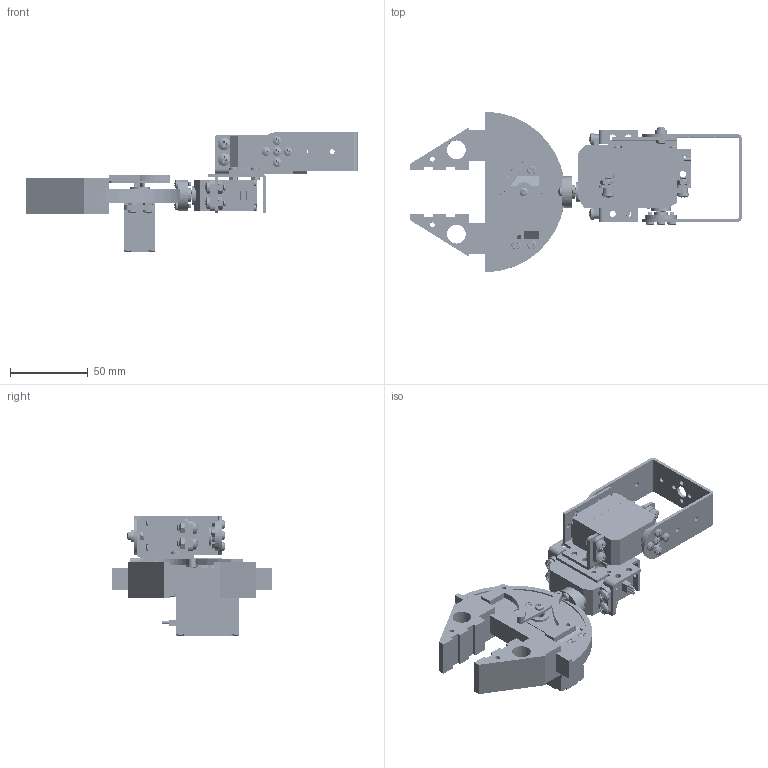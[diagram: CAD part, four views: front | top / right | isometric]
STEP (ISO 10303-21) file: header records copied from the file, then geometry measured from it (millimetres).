
FILE_DESCRIPTION (( 'STEP AP203' ), '1' );
FILE_NAME ('三自由度平行机械爪.STEP', '2018-08-24T07:45:29', ( '' ), ( '' ), 'SwSTEP 2.0', 'SolidWorks 2018', '' );
FILE_SCHEMA (( 'CONFIG_CONTROL_DESIGN' ));
Length unit declared in the file: millimetre
Products named in the file (15): hex nuts, style 1-grades ab gb_GB_FASTENER_NUT_SNAB1 M4-S; cross recessed pan head screws gb_GB_CROSS_SCREWS_TYPE1 M4X10-10  H type-S; 嗆儂盓殤; hex nuts, style 1-grades ab gb_GB_FASTENER_NUT_SNAB1 M3-S; cross recessed pan head screws gb_GB_CROSS_SCREWS_TYPE1 M3X8-8  H type-S; cross recessed pan head screws gb_GB_CROSS_SCREWS_TYPE1 M3X6-6  H type-S; cross recessed pan head screws gb_GB_CROSS_SCREWS_TYPE1 M3X10-10  H type-S; す俴盓殤; 多功能支架+杯式轴承; 酗U盓殤; 戚宒粣創; 二自由度平行机械爪舵机; 三自由度平行机械爪; 等粣嗆儂; 踢扽翋嗆攫
Assembly tree (55 placements, depth 3):
  三自由度平行机械爪
    多功能支架+杯式轴承
      戚宒粣創
      嗆儂盓殤
      cross recessed pan head screws gb_GB_CROSS_SCREWS_TYPE1 M3X8-8  H type-S
      hex nuts, style 1-grades ab gb_GB_FASTENER_NUT_SNAB1 M3-S
    嗆儂盓殤
    等粣嗆儂  x2
    cross recessed pan head screws gb_GB_CROSS_SCREWS_TYPE1 M3X6-6  H type-S  x9
    hex nuts, style 1-grades ab gb_GB_FASTENER_NUT_SNAB1 M3-S  x6
    cross recessed pan head screws gb_GB_CROSS_SCREWS_TYPE1 M4X10-10  H type-S  x8
    hex nuts, style 1-grades ab gb_GB_FASTENER_NUT_SNAB1 M4-S  x8
    踢扽翋嗆攫  x2
    酗U盓殤
    す俴盓殤
    cross recessed pan head screws gb_GB_CROSS_SCREWS_TYPE1 M3X8-8  H type-S  x2
    二自由度平行机械爪舵机
      等粣嗆儂
      hex nuts, style 1-grades ab gb_GB_FASTENER_NUT_SNAB1 M3-S  x4
      cross recessed pan head screws gb_GB_CROSS_SCREWS_TYPE1 M3X10-10  H type-S  x4
Bounding box: 212.9 x 103 x 76.9 mm (x, y, z)
Volume: 185836.8 mm3; surface area: 82735.7 mm2
Topology: 53 solids, 53 shells, 6270 faces, 14119 edges, 8016 vertices
Faces by surface type: cone 2784, cylinder 2152, plane 1262, sphere 48, torus 24
Entity records: 46862 total; most frequent: DIRECTION 8207, CARTESIAN_POINT 7797, ORIENTED_EDGE 7254, EDGE_CURVE 3627, AXIS2_PLACEMENT_3D 3107, VERTEX_POINT 2172, LINE 1993, VECTOR 1993
